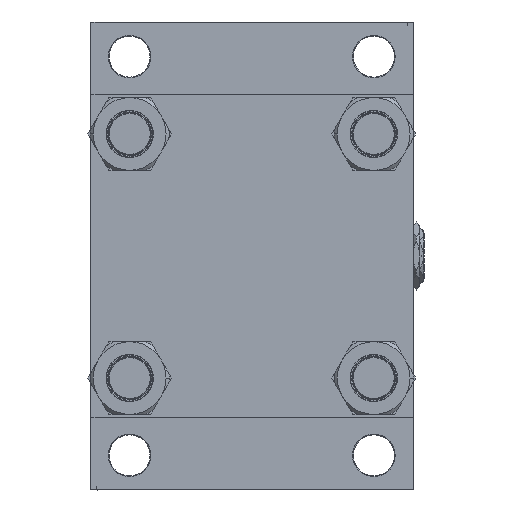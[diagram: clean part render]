
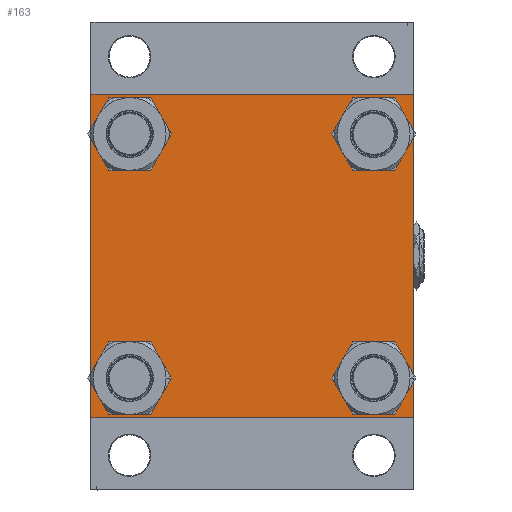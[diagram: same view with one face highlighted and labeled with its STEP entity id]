
A CAD part, left-side view. The second image highlights one B-rep face of the part: STEP entity #163.
In plain terms, the highlighted planar face has unit normal (-1, 0, 0).
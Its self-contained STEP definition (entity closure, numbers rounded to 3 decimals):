
#163 = ADVANCED_FACE ( 'NONE', ( #33177, #29116, #40834, #17127, #25291 ), #13307, .T. ) ;
#225 = VERTEX_POINT ( 'NONE', #34184 ) ;
#403 = DIRECTION ( 'NONE',  ( 0., -0.707, 0.707 ) ) ;
#951 = AXIS2_PLACEMENT_3D ( 'NONE', #24401, #27981, #39946 ) ;
#1035 = ORIENTED_EDGE ( 'NONE', *, *, #41802, .T. ) ;
#1188 = LINE ( 'NONE', #17250, #13195 ) ;
#1774 = CARTESIAN_POINT ( 'NONE',  ( 0., 77.45, 63.45 ) ) ;
#2120 = EDGE_CURVE ( 'NONE', #50236, #10954, #16902, .T. ) ;
#3660 = ORIENTED_EDGE ( 'NONE', *, *, #19057, .T. ) ;
#4191 = VERTEX_POINT ( 'NONE', #6832 ) ;
#4221 = DIRECTION ( 'NONE',  ( 0., 0., 1. ) ) ;
#4612 = CARTESIAN_POINT ( 'NONE',  ( 0., -77.45, -77.45 ) ) ;
#4720 = DIRECTION ( 'NONE',  ( 1., 0., 0. ) ) ;
#4754 = EDGE_CURVE ( 'NONE', #25590, #43542, #40608, .T. ) ;
#4847 = CIRCLE ( 'NONE', #39884, 14. ) ;
#5780 = CIRCLE ( 'NONE', #11477, 14. ) ;
#5958 = LINE ( 'NONE', #41164, #41522 ) ;
#6115 = EDGE_LOOP ( 'NONE', ( #17992, #36995 ) ) ;
#6832 = CARTESIAN_POINT ( 'NONE',  ( 0., -102.5, 102. ) ) ;
#7246 = VERTEX_POINT ( 'NONE', #8630 ) ;
#7696 = CARTESIAN_POINT ( 'NONE',  ( 0., 102.5, 102.5 ) ) ;
#7932 = AXIS2_PLACEMENT_3D ( 'NONE', #4612, #24025, #29108 ) ;
#8254 = CARTESIAN_POINT ( 'NONE',  ( 0., 77.45, -77.45 ) ) ;
#8504 = VECTOR ( 'NONE', #43902, 1000. ) ;
#8564 = CARTESIAN_POINT ( 'NONE',  ( 0., -77.45, -91.45 ) ) ;
#8630 = CARTESIAN_POINT ( 'NONE',  ( 0., 77.45, -63.45 ) ) ;
#8683 = CIRCLE ( 'NONE', #44523, 14. ) ;
#8734 = EDGE_LOOP ( 'NONE', ( #11972, #35935, #21138, #17284, #41011, #19357, #41148, #3660 ) ) ;
#8938 = LINE ( 'NONE', #21187, #10618 ) ;
#9207 = LINE ( 'NONE', #36258, #8504 ) ;
#9839 = CARTESIAN_POINT ( 'NONE',  ( 0., -77.45, 77.45 ) ) ;
#10208 = DIRECTION ( 'NONE',  ( -1., 0., 0. ) ) ;
#10544 = CARTESIAN_POINT ( 'NONE',  ( 0., 77.45, 77.45 ) ) ;
#10618 = VECTOR ( 'NONE', #36499, 1000. ) ;
#10701 = CARTESIAN_POINT ( 'NONE',  ( 0., 77.45, 91.45 ) ) ;
#10883 = CARTESIAN_POINT ( 'NONE',  ( 0., -77.45, 63.45 ) ) ;
#10954 = VERTEX_POINT ( 'NONE', #8564 ) ;
#11162 = EDGE_CURVE ( 'NONE', #33095, #7246, #17936, .T. ) ;
#11477 = AXIS2_PLACEMENT_3D ( 'NONE', #12644, #39676, #28468 ) ;
#11595 = DIRECTION ( 'NONE',  ( 0., 0., 1. ) ) ;
#11889 = LINE ( 'NONE', #35352, #13091 ) ;
#11924 = EDGE_CURVE ( 'NONE', #7246, #33095, #24590, .T. ) ;
#11972 = ORIENTED_EDGE ( 'NONE', *, *, #43316, .T. ) ;
#12101 = CARTESIAN_POINT ( 'NONE',  ( 0., -77.45, 91.45 ) ) ;
#12271 = VERTEX_POINT ( 'NONE', #12101 ) ;
#12644 = CARTESIAN_POINT ( 'NONE',  ( 0., -77.45, -77.45 ) ) ;
#13000 = VERTEX_POINT ( 'NONE', #48616 ) ;
#13009 = EDGE_CURVE ( 'NONE', #13000, #40879, #1188, .T. ) ;
#13091 = VECTOR ( 'NONE', #403, 1000. ) ;
#13169 = EDGE_LOOP ( 'NONE', ( #37119, #42152 ) ) ;
#13195 = VECTOR ( 'NONE', #43781, 1000. ) ;
#13307 = PLANE ( 'NONE',  #40422 ) ;
#13311 = ORIENTED_EDGE ( 'NONE', *, *, #22932, .T. ) ;
#16902 = CIRCLE ( 'NONE', #7932, 14. ) ;
#17127 = FACE_BOUND ( 'NONE', #18490, .T. ) ;
#17250 = CARTESIAN_POINT ( 'NONE',  ( 0., 102.5, -102.5 ) ) ;
#17284 = ORIENTED_EDGE ( 'NONE', *, *, #40124, .T. ) ;
#17348 = VERTEX_POINT ( 'NONE', #36407 ) ;
#17511 = DIRECTION ( 'NONE',  ( 0., 0., 1. ) ) ;
#17936 = CIRCLE ( 'NONE', #45644, 14. ) ;
#17992 = ORIENTED_EDGE ( 'NONE', *, *, #11924, .T. ) ;
#18490 = EDGE_LOOP ( 'NONE', ( #13311, #33574 ) ) ;
#19057 = EDGE_CURVE ( 'NONE', #225, #44022, #9207, .T. ) ;
#19357 = ORIENTED_EDGE ( 'NONE', *, *, #40355, .T. ) ;
#21111 = VECTOR ( 'NONE', #32065, 1000. ) ;
#21138 = ORIENTED_EDGE ( 'NONE', *, *, #13009, .T. ) ;
#21187 = CARTESIAN_POINT ( 'NONE',  ( 0., -102.25, 102.25 ) ) ;
#21413 = AXIS2_PLACEMENT_3D ( 'NONE', #26164, #41698, #43901 ) ;
#22932 = EDGE_CURVE ( 'NONE', #43542, #25590, #8683, .T. ) ;
#24025 = DIRECTION ( 'NONE',  ( 1., 0., 0. ) ) ;
#24401 = CARTESIAN_POINT ( 'NONE',  ( 0., 77.45, -77.45 ) ) ;
#24590 = CIRCLE ( 'NONE', #951, 14. ) ;
#25291 = FACE_OUTER_BOUND ( 'NONE', #8734, .T. ) ;
#25496 = CARTESIAN_POINT ( 'NONE',  ( 0., -102., 102.5 ) ) ;
#25590 = VERTEX_POINT ( 'NONE', #1774 ) ;
#25859 = DIRECTION ( 'NONE',  ( 0., -1., 0. ) ) ;
#26039 = CARTESIAN_POINT ( 'NONE',  ( 0., 77.45, -91.45 ) ) ;
#26164 = CARTESIAN_POINT ( 'NONE',  ( 0., -77.45, 77.45 ) ) ;
#27981 = DIRECTION ( 'NONE',  ( 1., 0., 0. ) ) ;
#28468 = DIRECTION ( 'NONE',  ( 0., 0., 1. ) ) ;
#28864 = CARTESIAN_POINT ( 'NONE',  ( 0., 0., 0. ) ) ;
#29108 = DIRECTION ( 'NONE',  ( 0., 0., 1. ) ) ;
#29116 = FACE_BOUND ( 'NONE', #43342, .T. ) ;
#29537 = VECTOR ( 'NONE', #25859, 1000. ) ;
#32065 = DIRECTION ( 'NONE',  ( 0., -0.707, -0.707 ) ) ;
#32577 = EDGE_CURVE ( 'NONE', #39314, #13000, #39962, .T. ) ;
#33095 = VERTEX_POINT ( 'NONE', #26039 ) ;
#33177 = FACE_BOUND ( 'NONE', #13169, .T. ) ;
#33310 = DIRECTION ( 'NONE',  ( 1., 0., 0. ) ) ;
#33574 = ORIENTED_EDGE ( 'NONE', *, *, #4754, .T. ) ;
#34184 = CARTESIAN_POINT ( 'NONE',  ( 0., 102., 102.5 ) ) ;
#34980 = VERTEX_POINT ( 'NONE', #25496 ) ;
#35306 = DIRECTION ( 'NONE',  ( 1., 0., 0. ) ) ;
#35352 = CARTESIAN_POINT ( 'NONE',  ( 0., -102.25, -102.25 ) ) ;
#35935 = ORIENTED_EDGE ( 'NONE', *, *, #32577, .T. ) ;
#36258 = CARTESIAN_POINT ( 'NONE',  ( 0., 102.25, 102.25 ) ) ;
#36407 = CARTESIAN_POINT ( 'NONE',  ( 0., -102.5, -102. ) ) ;
#36499 = DIRECTION ( 'NONE',  ( 0., 0.707, 0.707 ) ) ;
#36995 = ORIENTED_EDGE ( 'NONE', *, *, #11162, .T. ) ;
#37074 = EDGE_CURVE ( 'NONE', #42755, #12271, #4847, .T. ) ;
#37119 = ORIENTED_EDGE ( 'NONE', *, *, #49799, .T. ) ;
#37585 = EDGE_CURVE ( 'NONE', #4191, #17348, #5958, .T. ) ;
#39314 = VERTEX_POINT ( 'NONE', #48773 ) ;
#39676 = DIRECTION ( 'NONE',  ( 1., 0., 0. ) ) ;
#39884 = AXIS2_PLACEMENT_3D ( 'NONE', #9839, #33310, #17511 ) ;
#39946 = DIRECTION ( 'NONE',  ( 0., 0., 1. ) ) ;
#39962 = LINE ( 'NONE', #43544, #21111 ) ;
#40124 = EDGE_CURVE ( 'NONE', #40879, #17348, #11889, .T. ) ;
#40355 = EDGE_CURVE ( 'NONE', #4191, #34980, #8938, .T. ) ;
#40422 = AXIS2_PLACEMENT_3D ( 'NONE', #28864, #10208, #49741 ) ;
#40608 = CIRCLE ( 'NONE', #47961, 14. ) ;
#40834 = FACE_BOUND ( 'NONE', #6115, .T. ) ;
#40879 = VERTEX_POINT ( 'NONE', #45843 ) ;
#41011 = ORIENTED_EDGE ( 'NONE', *, *, #37585, .F. ) ;
#41148 = ORIENTED_EDGE ( 'NONE', *, *, #44853, .F. ) ;
#41164 = CARTESIAN_POINT ( 'NONE',  ( 0., -102.5, 102.5 ) ) ;
#41415 = DIRECTION ( 'NONE',  ( 0., 0., -1. ) ) ;
#41420 = DIRECTION ( 'NONE',  ( 1., 0., 0. ) ) ;
#41522 = VECTOR ( 'NONE', #41415, 1000. ) ;
#41698 = DIRECTION ( 'NONE',  ( 1., 0., 0. ) ) ;
#41802 = EDGE_CURVE ( 'NONE', #10954, #50236, #5780, .T. ) ;
#41817 = ORIENTED_EDGE ( 'NONE', *, *, #2120, .T. ) ;
#42152 = ORIENTED_EDGE ( 'NONE', *, *, #37074, .T. ) ;
#42651 = LINE ( 'NONE', #7696, #43330 ) ;
#42755 = VERTEX_POINT ( 'NONE', #10883 ) ;
#43145 = DIRECTION ( 'NONE',  ( 0., 0., -1. ) ) ;
#43316 = EDGE_CURVE ( 'NONE', #44022, #39314, #42651, .T. ) ;
#43330 = VECTOR ( 'NONE', #43145, 1000. ) ;
#43342 = EDGE_LOOP ( 'NONE', ( #41817, #1035 ) ) ;
#43396 = CIRCLE ( 'NONE', #21413, 14. ) ;
#43542 = VERTEX_POINT ( 'NONE', #10701 ) ;
#43544 = CARTESIAN_POINT ( 'NONE',  ( 0., 102.25, -102.25 ) ) ;
#43594 = CARTESIAN_POINT ( 'NONE',  ( 0., -77.45, -63.45 ) ) ;
#43781 = DIRECTION ( 'NONE',  ( 0., -1., 0. ) ) ;
#43902 = DIRECTION ( 'NONE',  ( 0., 0.707, -0.707 ) ) ;
#43901 = DIRECTION ( 'NONE',  ( 0., 0., 1. ) ) ;
#44022 = VERTEX_POINT ( 'NONE', #46105 ) ;
#44523 = AXIS2_PLACEMENT_3D ( 'NONE', #46589, #4720, #4221 ) ;
#44853 = EDGE_CURVE ( 'NONE', #225, #34980, #49047, .T. ) ;
#45502 = DIRECTION ( 'NONE',  ( 0., 0., 1. ) ) ;
#45644 = AXIS2_PLACEMENT_3D ( 'NONE', #8254, #35306, #11595 ) ;
#45843 = CARTESIAN_POINT ( 'NONE',  ( 0., -102., -102.5 ) ) ;
#46105 = CARTESIAN_POINT ( 'NONE',  ( 0., 102.5, 102. ) ) ;
#46589 = CARTESIAN_POINT ( 'NONE',  ( 0., 77.45, 77.45 ) ) ;
#47961 = AXIS2_PLACEMENT_3D ( 'NONE', #10544, #41420, #45502 ) ;
#48616 = CARTESIAN_POINT ( 'NONE',  ( 0., 102., -102.5 ) ) ;
#48773 = CARTESIAN_POINT ( 'NONE',  ( 0., 102.5, -102. ) ) ;
#49047 = LINE ( 'NONE', #49300, #29537 ) ;
#49300 = CARTESIAN_POINT ( 'NONE',  ( 0., 102.5, 102.5 ) ) ;
#49741 = DIRECTION ( 'NONE',  ( 0., 0., 1. ) ) ;
#49799 = EDGE_CURVE ( 'NONE', #12271, #42755, #43396, .T. ) ;
#50236 = VERTEX_POINT ( 'NONE', #43594 ) ;
